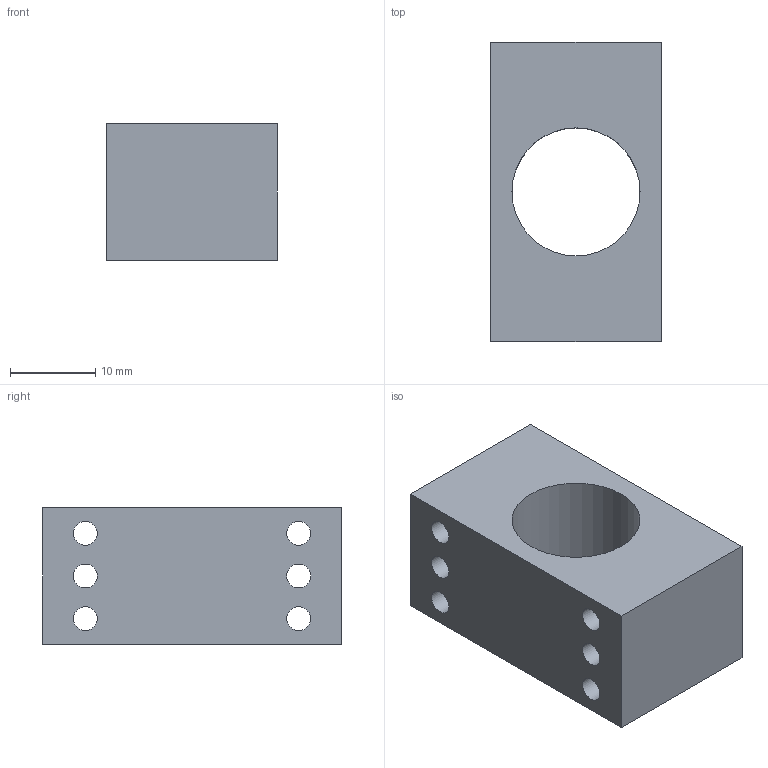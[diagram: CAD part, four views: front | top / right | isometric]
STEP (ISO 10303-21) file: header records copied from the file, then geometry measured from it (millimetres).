
FILE_DESCRIPTION(/* description */ (''),/* implementation_level */ '2;1');
FILE_NAME(/* name */ 'Fixed Block-dup.step',/* time_stamp */ '2023-07-30T19:18:19+08:00',/* author */ (''),/* organization */ (''),/* preprocessor_version */ 'ST-DEVELOPER v19.2',/* originating_system */ 'Autodesk Translation Framework v11.17.0.187',/* authorisation */ '');
FILE_SCHEMA (('AUTOMOTIVE_DESIGN { 1 0 10303 214 3 1 1 }'));
Length unit declared in the file: millimetre
Products named in the file (2): Fixed Block; Jet Base (Right) v2
Assembly tree (1 placements, depth 2):
  Fixed Block
    Jet Base (Right) v2
Bounding box: 20 x 35 x 16 mm (x, y, z)
Volume: 7633.7 mm3; surface area: 4542.2 mm2
Topology: 1 solids, 1 shells, 13 faces, 33 edges, 22 vertices
Faces by surface type: cylinder 7, plane 6
Full cylindrical faces by diameter (mm): 2.8 x6, 15 x1
Entity records: 482 total; most frequent: DIRECTION 79, CARTESIAN_POINT 71, ORIENTED_EDGE 66, EDGE_CURVE 33, AXIS2_PLACEMENT_3D 30, EDGE_LOOP 27, VERTEX_POINT 22, LINE 19
